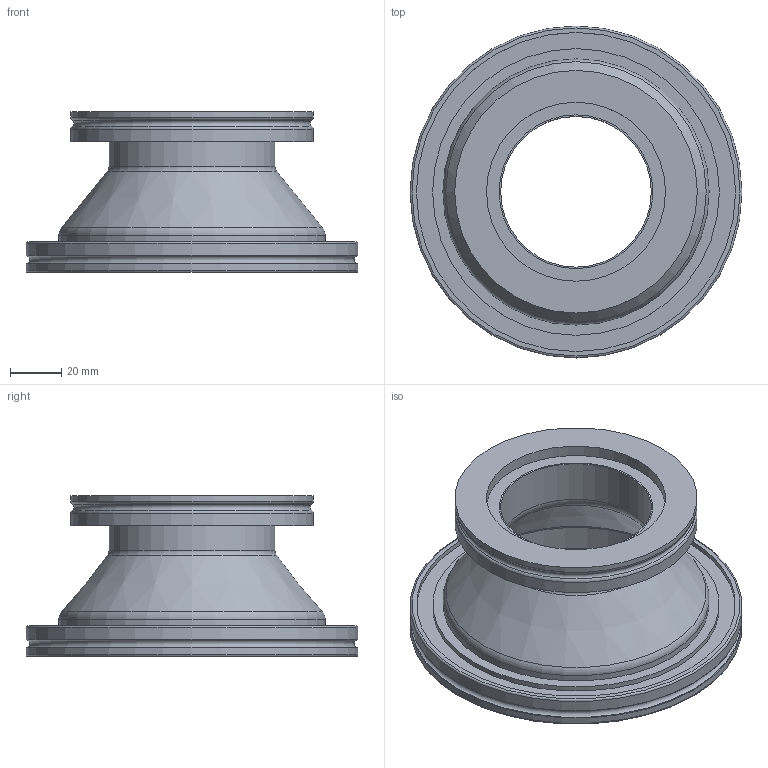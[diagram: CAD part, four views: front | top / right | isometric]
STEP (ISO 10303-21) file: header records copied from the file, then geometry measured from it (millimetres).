
FILE_DESCRIPTION (( 'STEP AP214' ), '1' );
FILE_NAME ('RC1ISOK10063FULLVAC.STEP', '2025-11-20T13:38:18', ( '' ), ( '' ), 'SwSTEP 2.0', 'SolidWorks 2017', '' );
FILE_SCHEMA (( 'AUTOMOTIVE_DESIGN' ));
Length unit declared in the file: millimetre
Products named in the file (1): RC1ISOK10063FULLVAC
Bounding box: 130 x 130 x 63 mm (x, y, z)
Surface area: 63073.1 mm2 (no closed solid volume)
Topology: 0 solids, 4 shells, 43 faces, 79 edges, 48 vertices
Faces by surface type: cylinder 17, plane 12, torus 12, cone 2
Full cylindrical faces by diameter (mm): 59 x1, 60.2 x2, 65 x1, 70.1 x1, 77.2 x1, 89.9 x1, 95 x2, 97 x1, 100.8 x1, 102.15 x1, 104.25 x1, 112.3 x1, 125 x1, 130 x2
Entity records: 1399 total; most frequent: DIRECTION 182, CARTESIAN_POINT 138, AXIS2_PLACEMENT_3D 91, EDGE_LOOP 86, ORIENTED_EDGE 86, FACE_OUTER_BOUND 72, VERTEX_POINT 47, EDGE_CURVE 47
